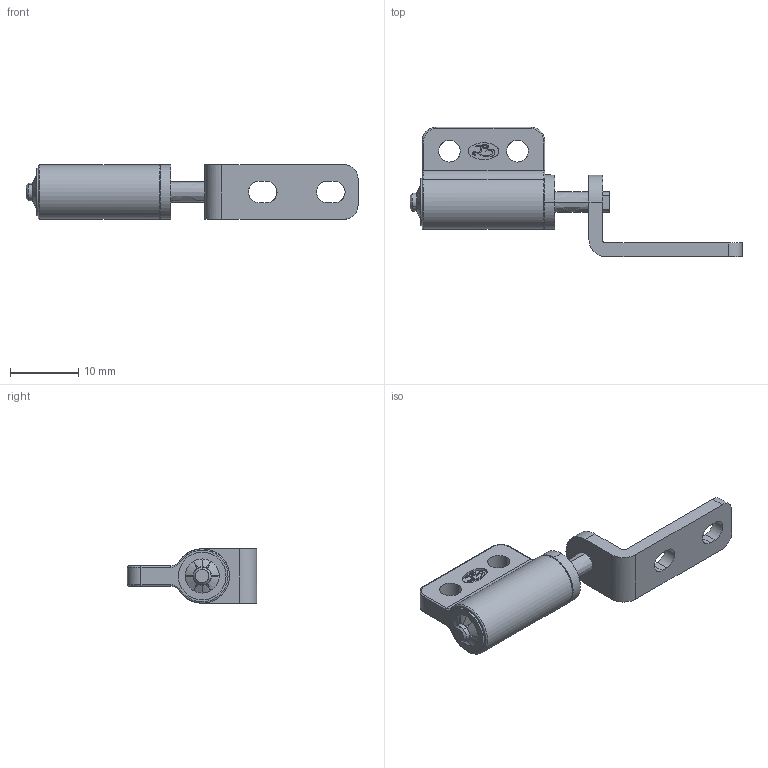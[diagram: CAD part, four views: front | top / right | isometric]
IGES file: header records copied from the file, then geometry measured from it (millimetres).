
Start section: ------------------------------------------------------------------------
Global section: file name: PC005.10220.TH_174_4A_22301.igs; native system: spGate; preprocessor: ver18.9.1 (****-****-****-****); author: Unknown; organization: Unknown; date: 220901.110632; units: millimetre
Bounding box: 48.8 x 19 x 8 mm (x, y, z)
Volume: 1783.7 mm3; surface area: 2035.9 mm2
Topology: 1 solids, 1 shells, 171 faces, 479 edges, 307 vertices
Faces by surface type: bspline 171
